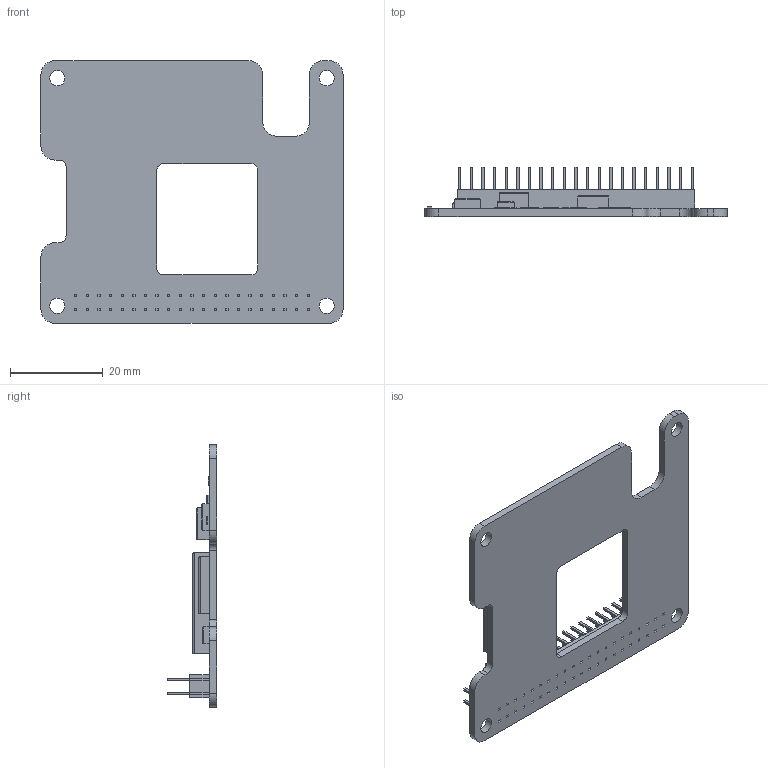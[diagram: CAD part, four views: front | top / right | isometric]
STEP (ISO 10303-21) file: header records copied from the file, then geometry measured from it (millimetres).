
FILE_DESCRIPTION(/* description */ (''),/* implementation_level */ '2;1');
FILE_NAME(/* name */ 'Waveshare PCIe to M.2 HAT Model no SSD.step',/* time_stamp */ '2024-03-24T16:10:23Z',/* author */ (''),/* organization */ (''),/* preprocessor_version */ 'ST-DEVELOPER v20',/* originating_system */ 'Autodesk Translation Framework v12.20.1.177',/* authorisation */ '');
FILE_SCHEMA (('AUTOMOTIVE_DESIGN { 1 0 10303 214 3 1 1 }'));
Length unit declared in the file: millimetre
Products named in the file (5): Waveshare PCIe HAT; PCIe M.2 HAT Model; M.2 Connector; PCIe connector; Misc IC's
Assembly tree (3 placements, depth 2):
  Waveshare PCIe HAT
    PCIe M.2 HAT Model
    M.2 Connector
    PCIe connector
  Misc IC's
Bounding box: 65 x 10.59 x 56.5 mm (x, y, z)
Volume: 6388.7 mm3; surface area: 9204.8 mm2
Topology: 51 solids, 51 shells, 1086 faces, 2827 edges, 1876 vertices
Faces by surface type: plane 821, bspline 214, cylinder 51
Full cylindrical faces by diameter (mm): 3.3 x4, 6 x4
Entity records: 35278 total; most frequent: CARTESIAN_POINT 9436, ORIENTED_EDGE 5654, DIRECTION 4237, EDGE_CURVE 2827, LINE 2323, VECTOR 2323, VERTEX_POINT 1876, EDGE_LOOP 1297
